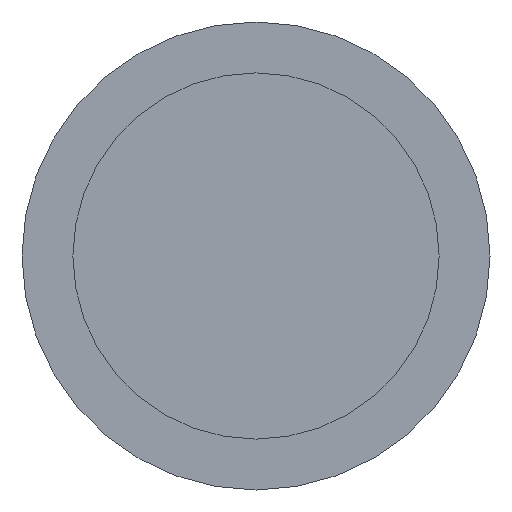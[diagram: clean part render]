
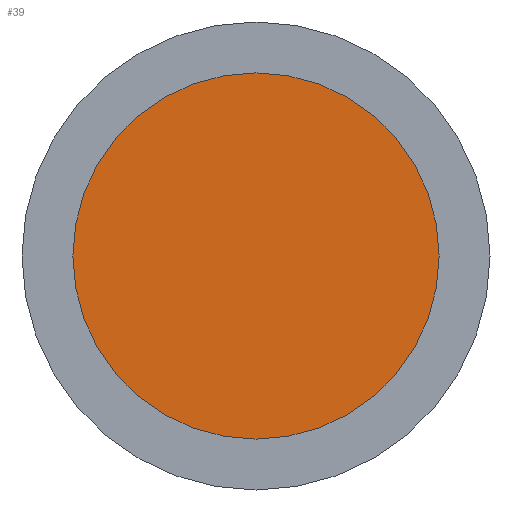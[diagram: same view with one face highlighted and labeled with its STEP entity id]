
A CAD part, front view. The second image highlights one B-rep face of the part: STEP entity #39.
In plain terms, the highlighted planar face has unit normal (0, -1, 0).
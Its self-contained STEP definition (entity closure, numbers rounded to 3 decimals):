
#39 = ADVANCED_FACE( '', ( #82 ), #83, .F. );
#82 = FACE_OUTER_BOUND( '', #131, .T. );
#83 = PLANE( '', #132 );
#131 = EDGE_LOOP( '', ( #178 ) );
#132 = AXIS2_PLACEMENT_3D( '', #179, #180, #181 );
#178 = ORIENTED_EDGE( '', *, *, #230, .F. );
#179 = CARTESIAN_POINT( '', ( 0., -4., 0. ) );
#180 = DIRECTION( '', ( 0., 1., 0. ) );
#181 = DIRECTION( '', ( 0., 0., 1. ) );
#230 = EDGE_CURVE( '', #251, #251, #252, .T. );
#251 = VERTEX_POINT( '', #282 );
#252 = CIRCLE( '', #283, 9. );
#282 = CARTESIAN_POINT( '', ( 9., -4., 0. ) );
#283 = AXIS2_PLACEMENT_3D( '', #312, #313, #314 );
#312 = CARTESIAN_POINT( '', ( 0., -4., 0. ) );
#313 = DIRECTION( '', ( 0., 1., 0. ) );
#314 = DIRECTION( '', ( 1., 0., 0. ) );
